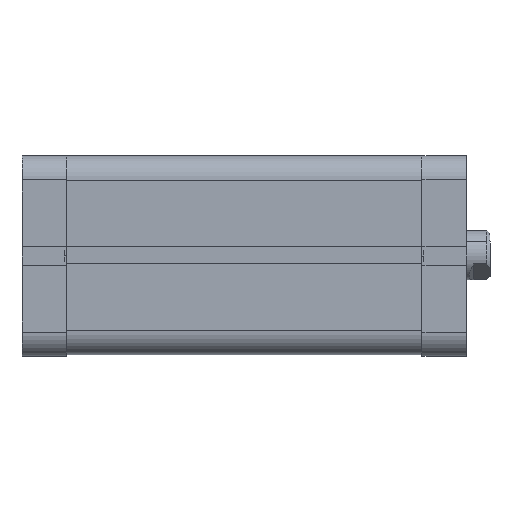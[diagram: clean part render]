
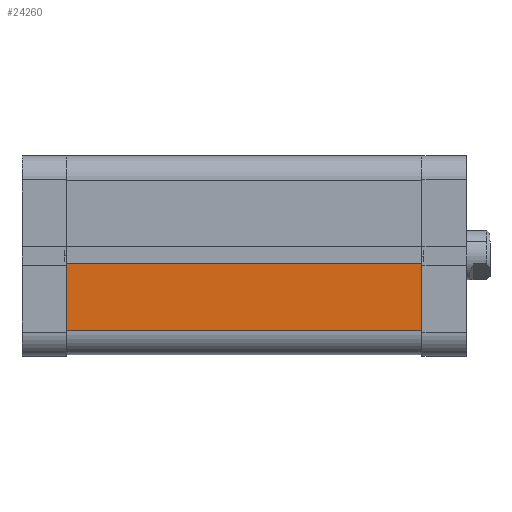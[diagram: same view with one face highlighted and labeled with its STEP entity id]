
A CAD part, front view. The second image highlights one B-rep face of the part: STEP entity #24260.
In plain terms, the highlighted planar face has unit normal (0, -1, 0).
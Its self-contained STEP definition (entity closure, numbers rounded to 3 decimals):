
#1816 = EDGE_LOOP ( 'NONE', ( #31172, #24121, #25637, #20911 ) ) ;
#1886 = VERTEX_POINT ( 'NONE', #25892 ) ;
#4015 = CARTESIAN_POINT ( 'NONE',  ( 116., -32.5, -32.5 ) ) ;
#5139 = LINE ( 'NONE', #12679, #16178 ) ;
#5201 = DIRECTION ( 'NONE',  ( 1., 0., 0. ) ) ;
#5973 = CARTESIAN_POINT ( 'NONE',  ( 0., -32.5, -2.8 ) ) ;
#6258 = EDGE_CURVE ( 'NONE', #14807, #1886, #10061, .T. ) ;
#6538 = VERTEX_POINT ( 'NONE', #21081 ) ;
#8875 = VECTOR ( 'NONE', #5201, 1000. ) ;
#9173 = VECTOR ( 'NONE', #32350, 1000. ) ;
#9213 = AXIS2_PLACEMENT_3D ( 'NONE', #4015, #27130, #18966 ) ;
#9926 = CARTESIAN_POINT ( 'NONE',  ( 116., -32.5, -2.8 ) ) ;
#10061 = LINE ( 'NONE', #30651, #25493 ) ;
#10572 = FACE_OUTER_BOUND ( 'NONE', #1816, .T. ) ;
#12679 = CARTESIAN_POINT ( 'NONE',  ( 0., -32.5, -32.5 ) ) ;
#12902 = CARTESIAN_POINT ( 'NONE',  ( 116., -32.5, -24.5 ) ) ;
#13524 = EDGE_CURVE ( 'NONE', #14807, #25730, #14139, .T. ) ;
#14139 = LINE ( 'NONE', #32517, #9173 ) ;
#14259 = PLANE ( 'NONE',  #9213 ) ;
#14807 = VERTEX_POINT ( 'NONE', #9926 ) ;
#16178 = VECTOR ( 'NONE', #22913, 1000. ) ;
#18966 = DIRECTION ( 'NONE',  ( 0., 0., 1. ) ) ;
#20911 = ORIENTED_EDGE ( 'NONE', *, *, #6258, .F. ) ;
#21081 = CARTESIAN_POINT ( 'NONE',  ( 0., -32.5, -24.5 ) ) ;
#22913 = DIRECTION ( 'NONE',  ( 0., 0., -1. ) ) ;
#22971 = DIRECTION ( 'NONE',  ( 0., 0., -1. ) ) ;
#23136 = LINE ( 'NONE', #12902, #8875 ) ;
#23291 = EDGE_CURVE ( 'NONE', #25730, #6538, #5139, .T. ) ;
#24121 = ORIENTED_EDGE ( 'NONE', *, *, #23291, .T. ) ;
#24260 = ADVANCED_FACE ( 'NONE', ( #10572 ), #14259, .F. ) ;
#25493 = VECTOR ( 'NONE', #22971, 1000. ) ;
#25637 = ORIENTED_EDGE ( 'NONE', *, *, #29208, .T. ) ;
#25730 = VERTEX_POINT ( 'NONE', #5973 ) ;
#25892 = CARTESIAN_POINT ( 'NONE',  ( 116., -32.5, -24.5 ) ) ;
#27130 = DIRECTION ( 'NONE',  ( 0., 1., 0. ) ) ;
#29208 = EDGE_CURVE ( 'NONE', #6538, #1886, #23136, .T. ) ;
#30651 = CARTESIAN_POINT ( 'NONE',  ( 116., -32.5, -32.5 ) ) ;
#31172 = ORIENTED_EDGE ( 'NONE', *, *, #13524, .T. ) ;
#32350 = DIRECTION ( 'NONE',  ( -1., 0., 0. ) ) ;
#32517 = CARTESIAN_POINT ( 'NONE',  ( 116.001, -32.5, -2.8 ) ) ;
